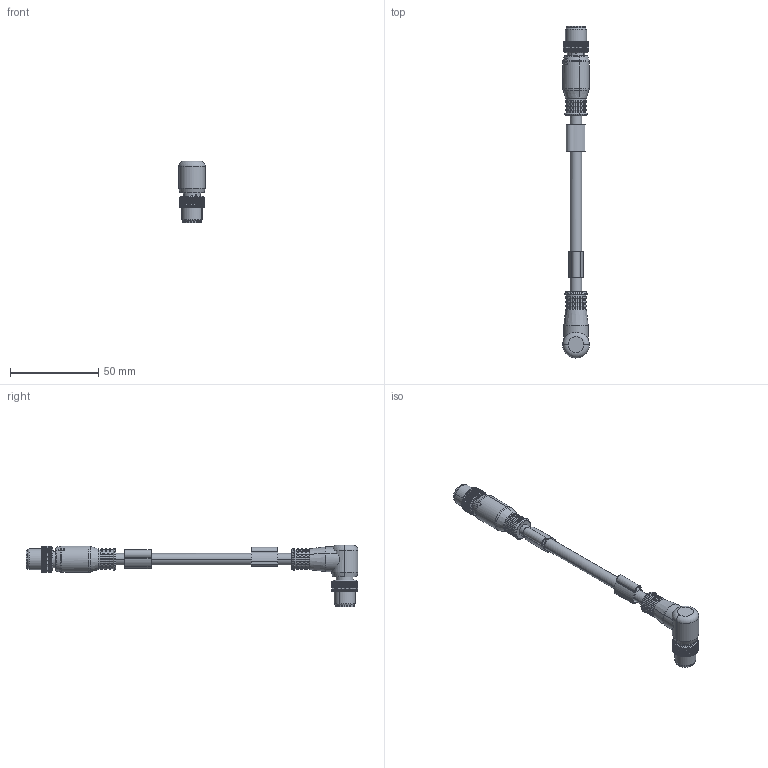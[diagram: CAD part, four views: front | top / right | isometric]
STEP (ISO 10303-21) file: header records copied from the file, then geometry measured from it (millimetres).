
FILE_DESCRIPTION(('CATIA V5 STEP Exchange','CAx-IF Rec.Pracs.--- Model Styling and Organization---1.5--- 2016-08-15','CAx-IF Rec.Pracs.---Supplemental Geometry---1.0---2011-11-01','CAx-IF Rec.Pracs.--- Composite Materials ---1.1---2010-07-15'),'2;1');
FILE_NAME ('1125553-2_0', '2025-06-03T09:07:09+00:00', ('none'), ('Weidmueller'), 'CATIA Version 5-6 Release 2022 SP4 HF5', 'CATIA V5 STEP AP214 v3', 'none');
FILE_SCHEMA(('AUTOMOTIVE_DESIGN { 1 0 10303 214 1 1 1 1 }'));
Length unit declared in the file: millimetre
Products named in the file (1): 2672330000
Bounding box: 15 x 188.5 x 35 mm (x, y, z)
Volume: 18134.4 mm3; surface area: 12876 mm2
Topology: 1 solids, 15 shells, 1430 faces, 3848 edges, 2446 vertices
Faces by surface type: cylinder 524, plane 476, cone 224, torus 174, sphere 26, bspline 6
Entity records: 43469 total; most frequent: CARTESIAN_POINT 11545, ORIENTED_EDGE 7628, DIRECTION 4650, EDGE_CURVE 3814, VERTEX_POINT 2446, AXIS2_PLACEMENT_3D 2310, EDGE_LOOP 1510, VECTOR 1499
